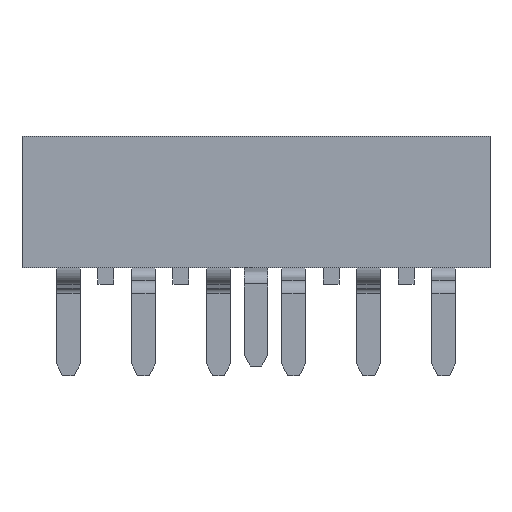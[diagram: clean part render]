
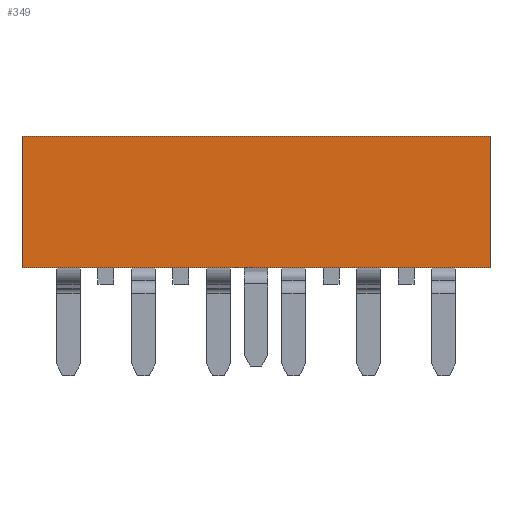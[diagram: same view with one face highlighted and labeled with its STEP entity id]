
A CAD part, front view. The second image highlights one B-rep face of the part: STEP entity #349.
In plain terms, the highlighted planar face has unit normal (0, -1, 0).
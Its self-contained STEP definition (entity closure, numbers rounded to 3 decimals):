
#349 = ADVANCED_FACE( '', ( #847 ), #848, .F. );
#847 = FACE_OUTER_BOUND( '', #1539, .T. );
#848 = PLANE( '', #1540 );
#1539 = EDGE_LOOP( '', ( #2514, #2515, #2516, #2517 ) );
#1540 = AXIS2_PLACEMENT_3D( '', #2518, #2519, #2520 );
#2514 = ORIENTED_EDGE( '', *, *, #4185, .F. );
#2515 = ORIENTED_EDGE( '', *, *, #4186, .F. );
#2516 = ORIENTED_EDGE( '', *, *, #4187, .F. );
#2517 = ORIENTED_EDGE( '', *, *, #4188, .F. );
#2518 = CARTESIAN_POINT( '', ( 0., -1.27, 0. ) );
#2519 = DIRECTION( '', ( 0., 1., 0. ) );
#2520 = DIRECTION( '', ( 0., 0., 1. ) );
#4185 = EDGE_CURVE( '', #5114, #5115, #5116, .T. );
#4186 = EDGE_CURVE( '', #5117, #5114, #5118, .T. );
#4187 = EDGE_CURVE( '', #5119, #5117, #5120, .T. );
#4188 = EDGE_CURVE( '', #5115, #5119, #5121, .T. );
#5114 = VERTEX_POINT( '', #6480 );
#5115 = VERTEX_POINT( '', #6481 );
#5116 = LINE( '', #6482, #6483 );
#5117 = VERTEX_POINT( '', #6484 );
#5118 = LINE( '', #6485, #6486 );
#5119 = VERTEX_POINT( '', #6487 );
#5120 = LINE( '', #6488, #6489 );
#5121 = LINE( '', #6490, #6491 );
#6480 = CARTESIAN_POINT( '', ( -7.92, -1.27, -2.225 ) );
#6481 = CARTESIAN_POINT( '', ( -7.92, -1.27, 2.225 ) );
#6482 = CARTESIAN_POINT( '', ( -7.92, -1.27, -2.225 ) );
#6483 = VECTOR( '', #7715, 1000. );
#6484 = CARTESIAN_POINT( '', ( 7.92, -1.27, -2.225 ) );
#6485 = CARTESIAN_POINT( '', ( 7.92, -1.27, -2.225 ) );
#6486 = VECTOR( '', #7716, 1000. );
#6487 = CARTESIAN_POINT( '', ( 7.92, -1.27, 2.225 ) );
#6488 = CARTESIAN_POINT( '', ( 7.92, -1.27, 2.225 ) );
#6489 = VECTOR( '', #7717, 1000. );
#6490 = CARTESIAN_POINT( '', ( -7.92, -1.27, 2.225 ) );
#6491 = VECTOR( '', #7718, 1000. );
#7715 = DIRECTION( '', ( 0., 0., 1. ) );
#7716 = DIRECTION( '', ( -1., 0., 0. ) );
#7717 = DIRECTION( '', ( 0., 0., -1. ) );
#7718 = DIRECTION( '', ( 1., 0., 0. ) );
